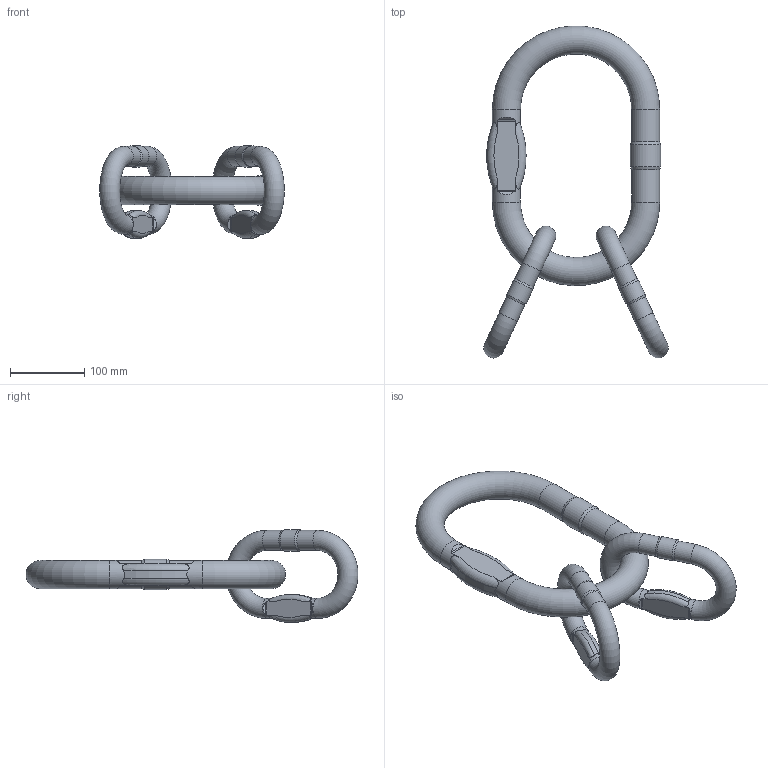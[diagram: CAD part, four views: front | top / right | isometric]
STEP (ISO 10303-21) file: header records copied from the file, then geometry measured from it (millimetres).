
FILE_DESCRIPTION(/* description */ (''),/* implementation_level */ '2;1');
FILE_NAME(/* name */ 'pewag_VMW_16',/* time_stamp */ '2010-02-23T14:41:32+01:00',/* author */ (''),/* organization */ (''),/* preprocessor_version */ 'ST-DEVELOPER v9',/* originating_system */ 'UGS - NX 4.0',/* authorisation */ '');
FILE_SCHEMA (('AUTOMOTIVE_DESIGN { 1 0 10303 214 1 1 1 1 }'));
Length unit declared in the file: millimetre
Products named in the file (1): ritEE04a5zj
Bounding box: 249.33 x 448.6 x 125.35 mm (x, y, z)
Volume: 1486038.5 mm3; surface area: 178846.1 mm2
Topology: 3 solids, 3 shells, 75 faces, 215 edges, 140 vertices
Faces by surface type: cylinder 33, torus 18, plane 18, cone 6
Full cylindrical faces by diameter (mm): 27 x8, 29.025 x2, 38 x4, 40.85 x1
Entity records: 2744 total; most frequent: CARTESIAN_POINT 952, ORIENTED_EDGE 360, DIRECTION 344, EDGE_CURVE 180, AXIS2_PLACEMENT_3D 148, VERTEX_POINT 132, EDGE_LOOP 102, ADVANCED_FACE 75
